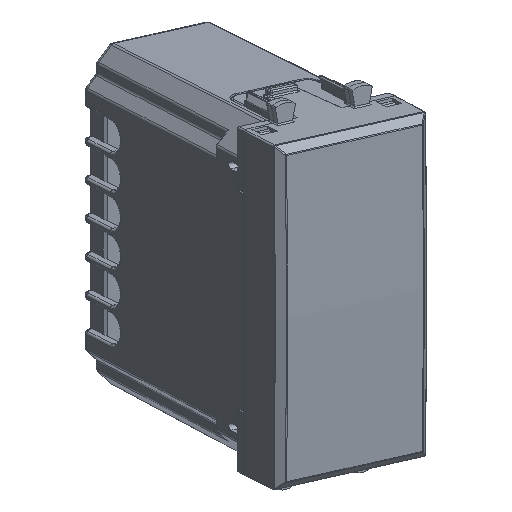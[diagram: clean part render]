
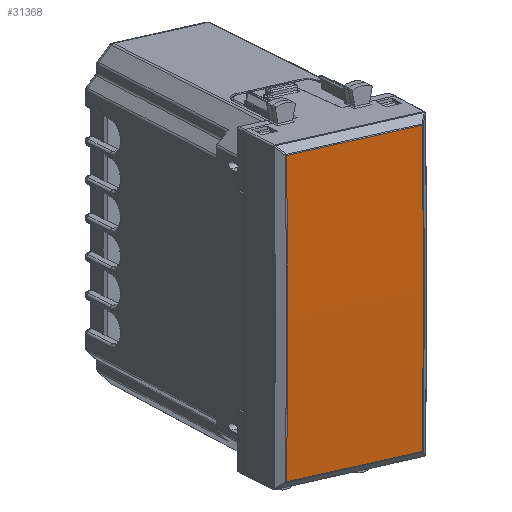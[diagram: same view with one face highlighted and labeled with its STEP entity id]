
A CAD part, top view. The second image highlights one B-rep face of the part: STEP entity #31368.
In plain terms, the highlighted cylindrical face has radius 835.198 mm (diameter 1670.4 mm), a partial arc.
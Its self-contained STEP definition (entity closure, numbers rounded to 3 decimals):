
#28089=CARTESIAN_POINT('Vertex',(21.202,9.925,9.006)) ;
#28092=CARTESIAN_POINT('Line Origine',(21.202,0.009,9.006)) ;
#28096=CARTESIAN_POINT('Vertex',(21.202,-9.925,9.006)) ;
#29249=CARTESIAN_POINT('Vertex',(-21.202,9.925,9.006)) ;
#29256=CARTESIAN_POINT('Vertex',(-21.202,-9.925,9.006)) ;
#29259=CARTESIAN_POINT('Line Origine',(-21.202,0.025,9.006)) ;
#31345=CARTESIAN_POINT('Axis2P3D Location',(0.,0.,-825.923)) ;
#31351=CARTESIAN_POINT('Control Point',(-21.202,9.925,9.006)) ;
#31352=CARTESIAN_POINT('Control Point',(-7.07,9.922,9.365)) ;
#31353=CARTESIAN_POINT('Control Point',(7.07,9.922,9.365)) ;
#31354=CARTESIAN_POINT('Control Point',(21.202,9.925,9.006)) ;
#31357=CARTESIAN_POINT('Control Point',(-21.202,-9.925,9.006)) ;
#31358=CARTESIAN_POINT('Control Point',(-7.07,-9.922,9.365)) ;
#31359=CARTESIAN_POINT('Control Point',(7.07,-9.922,9.365)) ;
#31360=CARTESIAN_POINT('Control Point',(21.202,-9.925,9.006)) ;
#28093=DIRECTION('Vector Direction',(0.,1.,0.)) ;
#29260=DIRECTION('Vector Direction',(0.,1.,0.)) ;
#31346=DIRECTION('Axis2P3D Direction',(0.,1.,-0.)) ;
#31347=DIRECTION('Axis2P3D XDirection',(-0.027,0.,1.)) ;
#31348=AXIS2_PLACEMENT_3D('Cylinder Axis2P3D',#31345,#31346,#31347) ;
#31363=ORIENTED_EDGE('',*,*,#28098,.T.) ;
#31364=ORIENTED_EDGE('',*,*,#31355,.T.) ;
#31365=ORIENTED_EDGE('',*,*,#29263,.T.) ;
#31366=ORIENTED_EDGE('',*,*,#31361,.T.) ;
#28094=VECTOR('Line Direction',#28093,1.) ;
#29261=VECTOR('Line Direction',#29260,1.) ;
#31368=ADVANCED_FACE('PartBody',(#31367),#31349,.T.) ;
#31350=B_SPLINE_CURVE_WITH_KNOTS('',3,(#31351,#31352,#31353,#31354),.UNSPECIFIED.,.F.,.U.,(4,4),(17.363,90.785),.UNSPECIFIED.) ;
#31356=B_SPLINE_CURVE_WITH_KNOTS('',3,(#31357,#31358,#31359,#31360),.UNSPECIFIED.,.F.,.U.,(4,4),(17.207,90.629),.UNSPECIFIED.) ;
#31349=CYLINDRICAL_SURFACE('generated cylinder',#31348,835.198) ;
#28098=EDGE_CURVE('',#28097,#28090,#28095,.T.) ;
#29263=EDGE_CURVE('',#29250,#29257,#29262,.F.) ;
#31355=EDGE_CURVE('',#28090,#29250,#31350,.F.) ;
#31361=EDGE_CURVE('',#29257,#28097,#31356,.T.) ;
#31362=EDGE_LOOP('',(#31363,#31364,#31365,#31366)) ;
#31367=FACE_OUTER_BOUND('',#31362,.T.) ;
#28095=LINE('Line',#28092,#28094) ;
#29262=LINE('Line',#29259,#29261) ;
#28090=VERTEX_POINT('',#28089) ;
#28097=VERTEX_POINT('',#28096) ;
#29250=VERTEX_POINT('',#29249) ;
#29257=VERTEX_POINT('',#29256) ;
